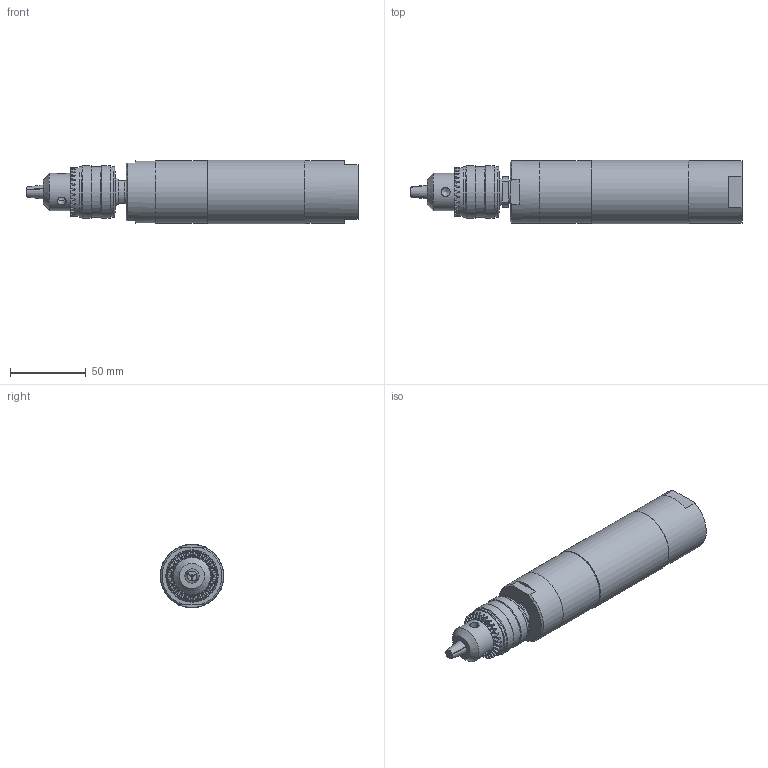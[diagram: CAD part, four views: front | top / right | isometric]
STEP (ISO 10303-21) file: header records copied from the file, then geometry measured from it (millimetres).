
FILE_DESCRIPTION((''),'2;1');
FILE_NAME('EBMU 23-1000 B_60009347.stp','2008-07-21T08:18:42',('rmorof'),(''),'Autodesk Inventor 2008','Autodesk Inventor 2008','');
FILE_SCHEMA(('CONFIG_CONTROL_DESIGN'));
Length unit declared in the file: millimetre
Products named in the file (1): EBMU 23-1000 B_60009347
Bounding box: 219 x 41.89 x 41.89 mm (x, y, z)
Volume: 238205 mm3; surface area: 32559.9 mm2
Topology: 1 solids, 1 shells, 441 faces, 1177 edges, 751 vertices
Faces by surface type: plane 278, cylinder 108, cone 43, bspline 10, torus 2
Full cylindrical faces by diameter (mm): 1.5 x1, 14.95 x1, 16 x1, 24.5 x1, 27.47 x1, 32 x1, 33.5 x3, 34.5 x2, 38.97 x1, 41.5 x3, 42 x1
Entity records: 15336 total; most frequent: CARTESIAN_POINT 4133, ORIENTED_EDGE 2244, DIRECTION 2226, EDGE_CURVE 1122, AXIS2_PLACEMENT_3D 805, VERTEX_POINT 732, VECTOR 616, LINE 616
